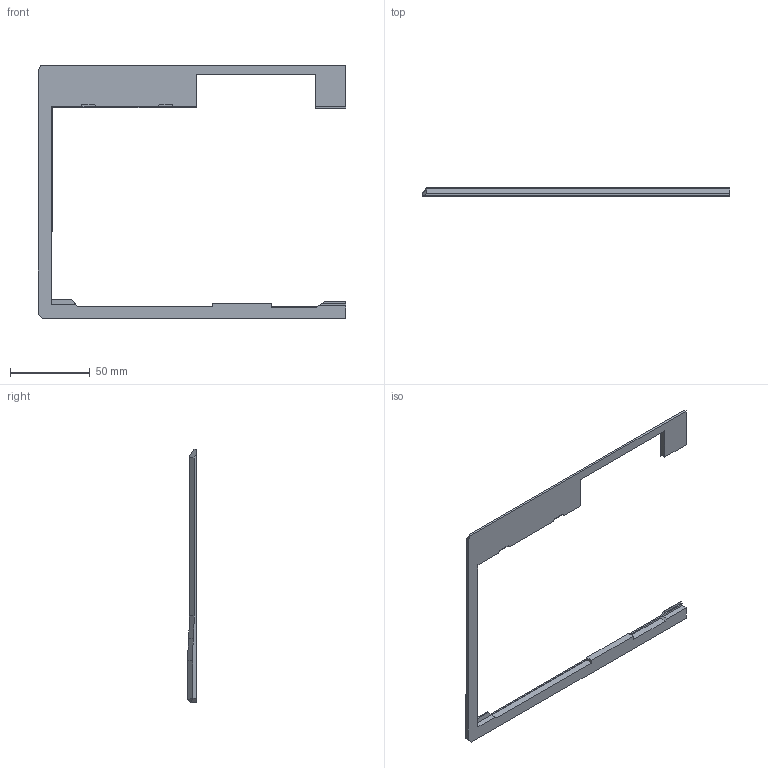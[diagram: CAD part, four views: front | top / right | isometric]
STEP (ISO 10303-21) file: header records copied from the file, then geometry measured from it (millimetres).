
FILE_DESCRIPTION(/* description */ (''),/* implementation_level */ '2;1');
FILE_NAME(/* name */ 'BezelTest2Left.stp',/* time_stamp */ '2022-10-25T18:05:25+01:00',/* author */ ('benka'),/* organization */ (''),/* preprocessor_version */ 'ST-DEVELOPER v18.1',/* originating_system */ 'Autodesk Inventor 2022',/* authorisation */ '');
FILE_SCHEMA (('CONFIG_CONTROL_DESIGN'));
Length unit declared in the file: millimetre
Products named in the file (1): Bezel
Bounding box: 193.6 x 5.33 x 159.53 mm (x, y, z)
Volume: 26150.7 mm3; surface area: 17137.6 mm2
Topology: 1 solids, 1 shells, 73 faces, 197 edges, 126 vertices
Faces by surface type: plane 65, cylinder 6, cone 2
Entity records: 2346 total; most frequent: CARTESIAN_POINT 397, ORIENTED_EDGE 394, DIRECTION 360, EDGE_CURVE 197, LINE 182, VECTOR 182, VERTEX_POINT 126, AXIS2_PLACEMENT_3D 89
